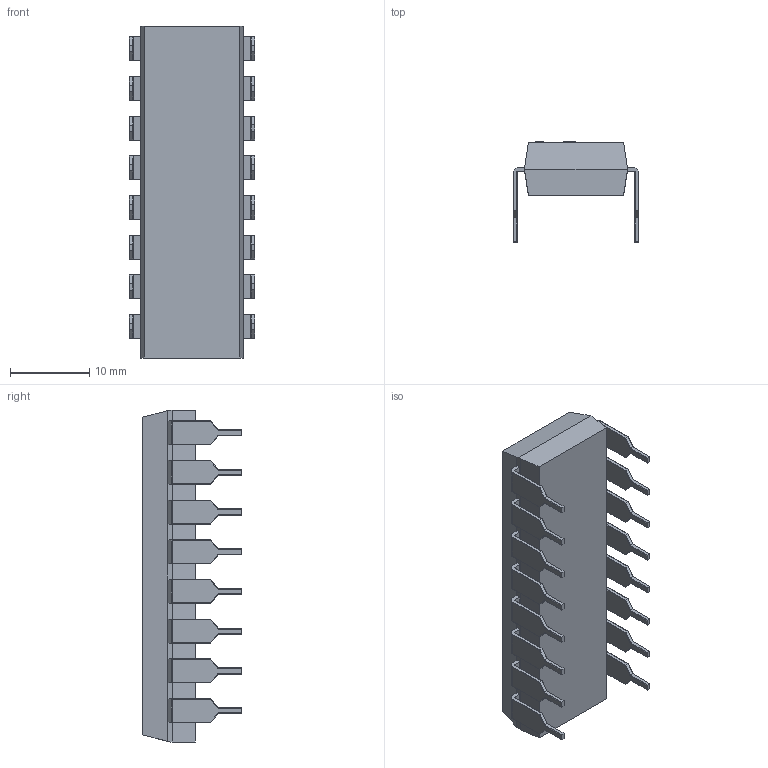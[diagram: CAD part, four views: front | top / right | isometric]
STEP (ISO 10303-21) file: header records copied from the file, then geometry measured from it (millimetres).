
FILE_DESCRIPTION (( 'STEP AP203' ), '1' );
FILE_NAME ('16 DIP IC.STEP', '2013-12-26T20:21:00', ( '' ), ( '' ), 'SwSTEP 2.0', 'SolidWorks 2013', '' );
FILE_SCHEMA (( 'CONFIG_CONTROL_DESIGN' ));
Length unit declared in the file: millimetre
Products named in the file (5): Texas Instrument Logo; L293D; IC 16 DIP; IC Leg; 16 DIP IC
Assembly tree (19 placements, depth 2):
  16 DIP IC
    IC 16 DIP
    IC Leg  x16
    L293D
    Texas Instrument Logo
Bounding box: 15.83 x 12.59 x 41.82 mm (x, y, z)
Volume: 3576.8 mm3; surface area: 2834.2 mm2
Topology: 41 solids, 41 shells, 1196 faces, 3099 edges, 2002 vertices
Faces by surface type: plane 1076, bspline 67, cylinder 53
Entity records: 21689 total; most frequent: CARTESIAN_POINT 4467, ORIENTED_EDGE 3588, DIRECTION 2928, EDGE_CURVE 1794, VECTOR 1614, LINE 1614, VERTEX_POINT 1192, EDGE_LOOP 682
